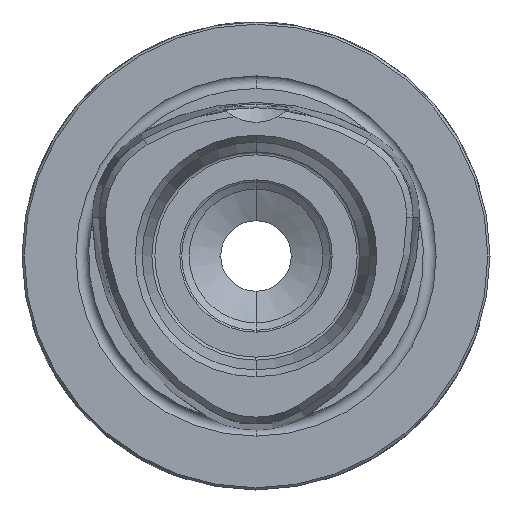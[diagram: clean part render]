
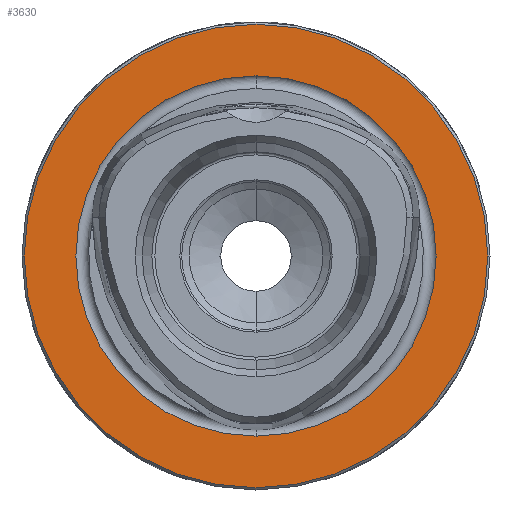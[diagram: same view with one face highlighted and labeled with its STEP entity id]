
A CAD part, front view. The second image highlights one B-rep face of the part: STEP entity #3630.
In plain terms, the highlighted planar face has unit normal (0, -1, 0).
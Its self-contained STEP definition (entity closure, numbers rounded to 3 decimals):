
#1487=CARTESIAN_POINT('',(0.,0.,
0.));
#1488=DIRECTION('',(0.,-1.,0.));
#1489=DIRECTION('',(1.,0.,0.));
#1490=AXIS2_PLACEMENT_3D('',#1487,#1488,#1489);
#1492=CARTESIAN_POINT('',(0.,0.,
0.));
#1493=DIRECTION('',(0.,-1.,0.));
#1494=DIRECTION('',(-1.,0.,0.));
#1495=AXIS2_PLACEMENT_3D('',#1492,#1493,#1494);
#1497=CARTESIAN_POINT('',(0.,0.,0.));
#1498=DIRECTION('',(0.,-1.,0.));
#1499=DIRECTION('',(0.,0.,-1.));
#1500=AXIS2_PLACEMENT_3D('',#1497,#1498,#1499);
#1502=CARTESIAN_POINT('',(0.,0.,0.));
#1503=DIRECTION('',(0.,-1.,0.));
#1504=DIRECTION('',(0.,0.,1.));
#1505=AXIS2_PLACEMENT_3D('',#1502,#1503,#1504);
#1984=CARTESIAN_POINT('',(31.2,0.,
0.));
#1985=CARTESIAN_POINT('',(-31.2,0.,0.));
#1986=VERTEX_POINT('',#1984);
#1987=VERTEX_POINT('',#1985);
#1992=CARTESIAN_POINT('',(0.,0.,-24.25));
#1993=CARTESIAN_POINT('',(0.,0.,24.25));
#1994=VERTEX_POINT('',#1992);
#1995=VERTEX_POINT('',#1993);
#3616=CARTESIAN_POINT('',(0.,0.,0.));
#3617=DIRECTION('',(0.,-1.,0.));
#3618=DIRECTION('',(-1.,0.,0.));
#3619=AXIS2_PLACEMENT_3D('',#3616,#3617,#3618);
#3620=PLANE('',#3619);
#3621=ORIENTED_EDGE('',*,*,#3606,.F.);
#3623=ORIENTED_EDGE('',*,*,#3622,.F.);
#3624=EDGE_LOOP('',(#3621,#3623));
#3625=FACE_OUTER_BOUND('',#3624,.F.);
#3626=ORIENTED_EDGE('',*,*,#2501,.T.);
#3627=ORIENTED_EDGE('',*,*,#2366,.T.);
#3628=EDGE_LOOP('',(#3626,#3627));
#3629=FACE_BOUND('',#3628,.F.);
#3630=ADVANCED_FACE('',(#3625,#3629),#3620,.T.);
#1491=CIRCLE('',#1490,31.2);
#1496=CIRCLE('',#1495,31.2);
#1501=CIRCLE('',#1500,24.25);
#1506=CIRCLE('',#1505,24.25);
#2366=EDGE_CURVE('',#1995,#1994,#1506,.T.);
#2501=EDGE_CURVE('',#1994,#1995,#1501,.T.);
#3606=EDGE_CURVE('',#1986,#1987,#1491,.T.);
#3622=EDGE_CURVE('',#1987,#1986,#1496,.T.);
